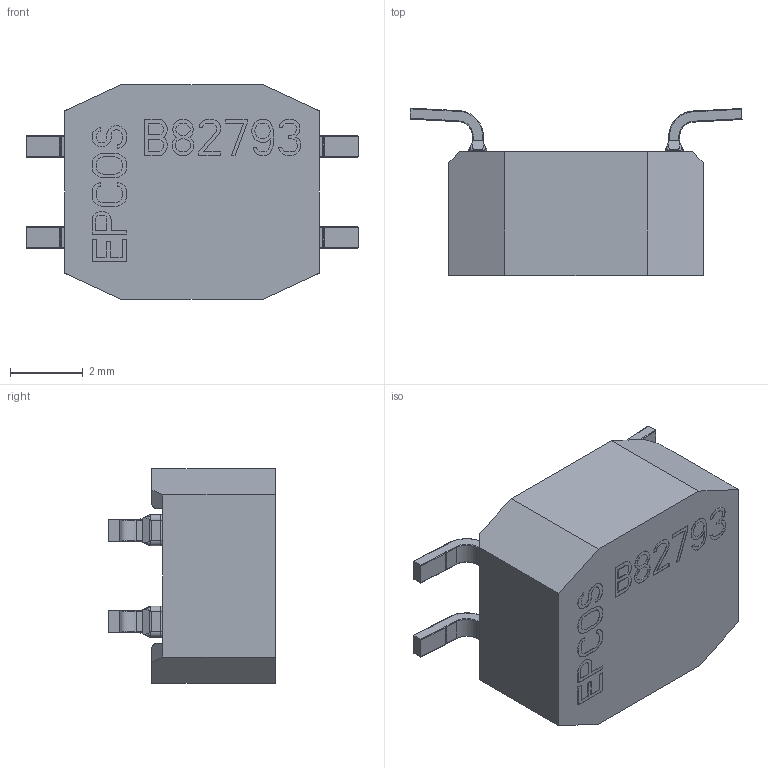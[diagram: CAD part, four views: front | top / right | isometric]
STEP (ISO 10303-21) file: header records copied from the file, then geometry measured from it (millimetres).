
FILE_DESCRIPTION((''),'2;1');
FILE_NAME('B82793C0_SW0001','2017-03-22T',('ea6523'),(''),'CREO PARAMETRIC BY PTC INC, 2015380','CREO PARAMETRIC BY PTC INC, 2015380','');
FILE_SCHEMA(('AUTOMOTIVE_DESIGN { 1 0 10303 214 1 1 1 1 }'));
Length unit declared in the file: millimetre
Products named in the file (1): B82793C0_SW0001
Bounding box: 9.14 x 4.61 x 5.9 mm (x, y, z)
Volume: 126.7 mm3; surface area: 181.8 mm2
Topology: 1 solids, 1 shells, 719 faces, 1953 edges, 1258 vertices
Faces by surface type: plane 545, cylinder 102, torus 36, bspline 36
Entity records: 31509 total; most frequent: CARTESIAN_POINT 8572, ORIENTED_EDGE 3906, DIRECTION 3351, EDGE_CURVE 1953, VECTOR 1633, LINE 1633, VERTEX_POINT 1258, AXIS2_PLACEMENT_3D 859
